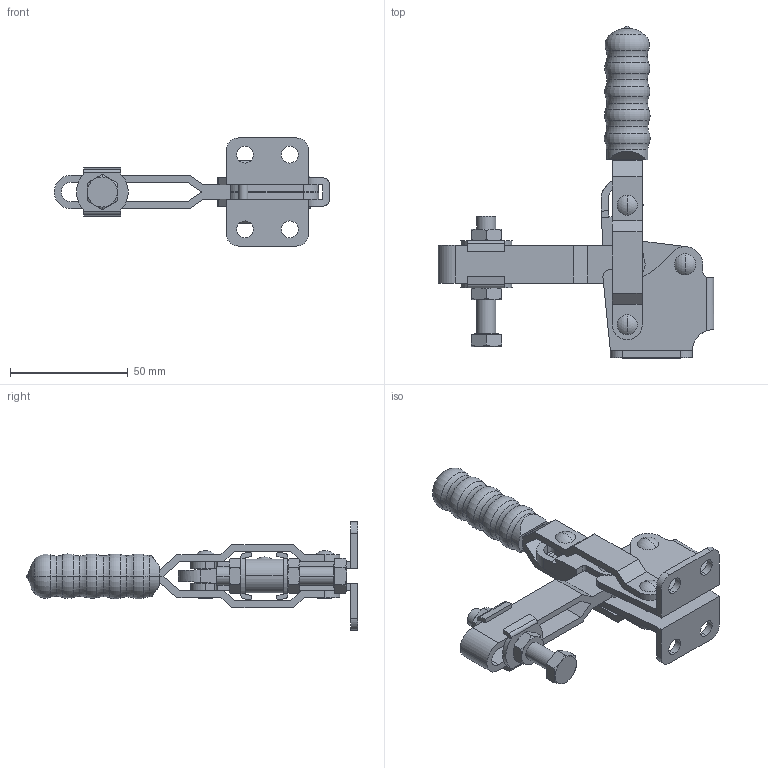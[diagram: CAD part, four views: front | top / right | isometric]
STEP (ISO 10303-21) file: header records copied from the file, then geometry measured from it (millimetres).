
FILE_DESCRIPTION (( 'STEP AP214' ), '1' );
FILE_NAME ('GH-12130-SS(Â²¤Æ)-1.STEP', '2020-04-28T05:28:19', ( 'LinWei' ), ( '' ), 'SwSTEP 2.0', 'SolidWorks 2016', '' );
FILE_SCHEMA (( 'AUTOMOTIVE_DESIGN' ));
Length unit declared in the file: millimetre
Products named in the file (6): 11213009-1^GH-12130-SS(簡化)-1; Group4^GH-12130-SS(簡化)-1; Group2^GH-12130-SS(簡化)-1; Group1^GH-12130-SS(簡化)-1; Group5^GH-12130-SS(簡化)-1; GH-12130-SS(簡化)-1
Assembly tree (5 placements, depth 2):
  GH-12130-SS(簡化)-1
    Group5^GH-12130-SS(簡化)-1
    Group1^GH-12130-SS(簡化)-1
    Group2^GH-12130-SS(簡化)-1
    Group4^GH-12130-SS(簡化)-1
    11213009-1^GH-12130-SS(簡化)-1
Bounding box: 117.19 x 141.15 x 46 mm (x, y, z)
Volume: 54680.9 mm3; surface area: 35411.2 mm2
Topology: 5 solids, 5 shells, 343 faces, 874 edges, 559 vertices
Faces by surface type: plane 160, cylinder 100, torus 42, cone 30, sphere 10, bspline 1
Entity records: 12460 total; most frequent: CARTESIAN_POINT 2331, DIRECTION 1848, ORIENTED_EDGE 1744, EDGE_CURVE 872, AXIS2_PLACEMENT_3D 692, VERTEX_POINT 559, VECTOR 464, LINE 464
